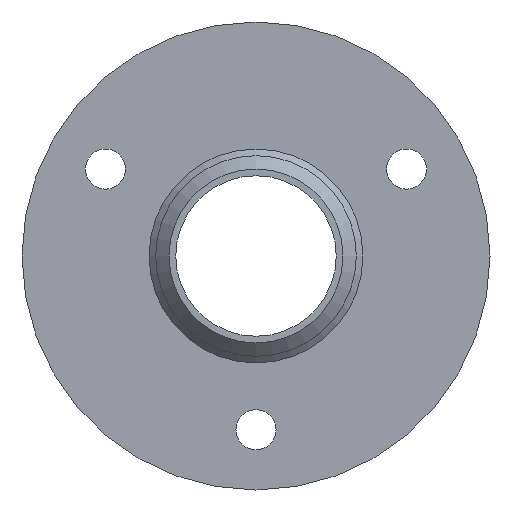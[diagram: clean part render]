
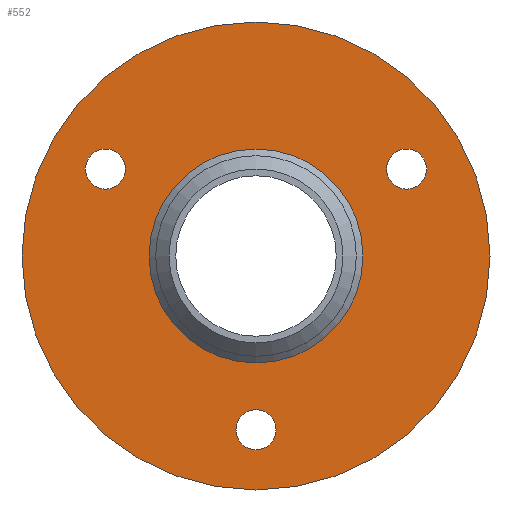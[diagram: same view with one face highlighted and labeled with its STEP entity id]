
A CAD part, front view. The second image highlights one B-rep face of the part: STEP entity #552.
In plain terms, the highlighted planar face has unit normal (0, -1, 0).
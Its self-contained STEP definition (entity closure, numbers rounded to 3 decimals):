
#97=FACE_BOUND('',#194,.T.);
#98=FACE_BOUND('',#195,.T.);
#99=FACE_BOUND('',#196,.T.);
#100=FACE_BOUND('',#197,.T.);
#111=PLANE('',#647);
#147=FACE_OUTER_BOUND('',#193,.T.);
#193=EDGE_LOOP('',(#511));
#194=EDGE_LOOP('',(#512));
#195=EDGE_LOOP('',(#513));
#196=EDGE_LOOP('',(#514));
#197=EDGE_LOOP('',(#515));
#220=CIRCLE('',#591,7.5);
#244=CIRCLE('',#640,1.5);
#245=CIRCLE('',#642,1.5);
#246=CIRCLE('',#644,1.5);
#247=CIRCLE('',#646,17.5);
#266=VERTEX_POINT('',#962);
#290=VERTEX_POINT('',#1052);
#291=VERTEX_POINT('',#1056);
#292=VERTEX_POINT('',#1060);
#293=VERTEX_POINT('',#1064);
#320=EDGE_CURVE('',#266,#266,#220,.T.);
#360=EDGE_CURVE('',#290,#290,#244,.T.);
#362=EDGE_CURVE('',#291,#291,#245,.T.);
#364=EDGE_CURVE('',#292,#292,#246,.T.);
#366=EDGE_CURVE('',#293,#293,#247,.T.);
#511=ORIENTED_EDGE('',*,*,#366,.T.);
#512=ORIENTED_EDGE('',*,*,#320,.T.);
#513=ORIENTED_EDGE('',*,*,#360,.T.);
#514=ORIENTED_EDGE('',*,*,#362,.T.);
#515=ORIENTED_EDGE('',*,*,#364,.T.);
#552=ADVANCED_FACE('',(#147,#97,#98,#99,#100),#111,.F.);
#591=AXIS2_PLACEMENT_3D('',#964,#702,#703);
#640=AXIS2_PLACEMENT_3D('',#1053,#816,#817);
#642=AXIS2_PLACEMENT_3D('',#1057,#821,#822);
#644=AXIS2_PLACEMENT_3D('',#1061,#826,#827);
#646=AXIS2_PLACEMENT_3D('',#1065,#831,#832);
#647=AXIS2_PLACEMENT_3D('',#1067,#834,#835);
#702=DIRECTION('center_axis',(0.,1.,0.));
#703=DIRECTION('ref_axis',(-1.,0.,0.));
#816=DIRECTION('center_axis',(0.,1.,0.));
#817=DIRECTION('ref_axis',(1.,0.,0.));
#821=DIRECTION('center_axis',(0.,1.,0.));
#822=DIRECTION('ref_axis',(1.,0.,0.));
#826=DIRECTION('center_axis',(0.,1.,0.));
#827=DIRECTION('ref_axis',(1.,0.,0.));
#831=DIRECTION('center_axis',(0.,-1.,0.));
#832=DIRECTION('ref_axis',(1.,0.,0.));
#834=DIRECTION('center_axis',(0.,1.,0.));
#835=DIRECTION('ref_axis',(0.,0.,1.));
#962=CARTESIAN_POINT('',(7.5,77.75,0.));
#964=CARTESIAN_POINT('Origin',(0.,77.75,0.));
#1052=CARTESIAN_POINT('',(9.758,77.75,6.5));
#1053=CARTESIAN_POINT('Origin',(11.258,77.75,6.5));
#1056=CARTESIAN_POINT('',(-1.5,77.75,-13.));
#1057=CARTESIAN_POINT('Origin',(0.,77.75,-13.));
#1060=CARTESIAN_POINT('',(-12.758,77.75,6.5));
#1061=CARTESIAN_POINT('Origin',(-11.258,77.75,6.5));
#1064=CARTESIAN_POINT('',(-17.5,77.75,0.));
#1065=CARTESIAN_POINT('Origin',(0.,77.75,0.));
#1067=CARTESIAN_POINT('Origin',(0.,77.75,0.));
